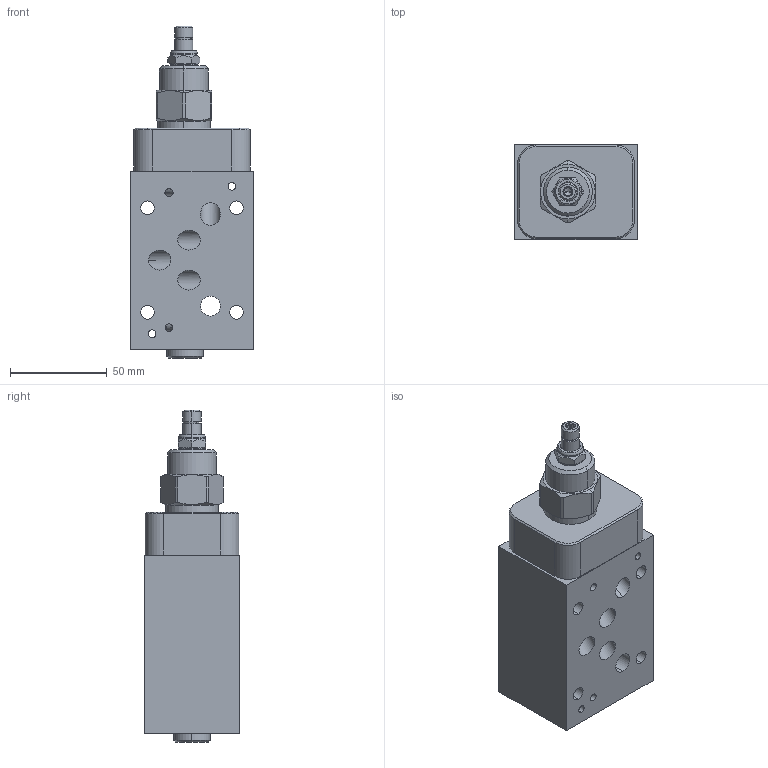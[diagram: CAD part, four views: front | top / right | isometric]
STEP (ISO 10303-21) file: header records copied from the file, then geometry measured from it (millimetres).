
FILE_DESCRIPTION((''),'2;1');
FILE_NAME('RPGCLAN-CJP-M_ASM','2023-10-02T',('ProEService'),(''),'PRO/ENGINEER BY PARAMETRIC TECHNOLOGY CORPORATION, 2014200','PRO/ENGINEER BY PARAMETRIC TECHNOLOGY CORPORATION, 2014200','');
FILE_SCHEMA(('CONFIG_CONTROL_DESIGN'));
Length unit declared in the file: inch
Products named in the file (4): 150-717-003; RPGCLAN; 330-018-002; RPGCLAN-CJP-M_ASM
Assembly tree (3 placements, depth 2):
  RPGCLAN-CJP-M_ASM
    150-717-003
    RPGCLAN
    330-018-002
Bounding box: 63.5 x 49.23 x 171.68 mm (x, y, z)
Volume: 333898.8 mm3; surface area: 62321 mm2
Topology: 5 solids, 6 shells, 317 faces, 998 edges, 831 vertices
Faces by surface type: cylinder 130, plane 82, cone 66, torus 27, revolution 8, sphere 4
Entity records: 14031 total; most frequent: CARTESIAN_POINT 5250, DIRECTION 1847, ORIENTED_EDGE 1544, EDGE_CURVE 772, AXIS2_PLACEMENT_3D 663, VECTOR 513, LINE 513, VERTEX_POINT 481
